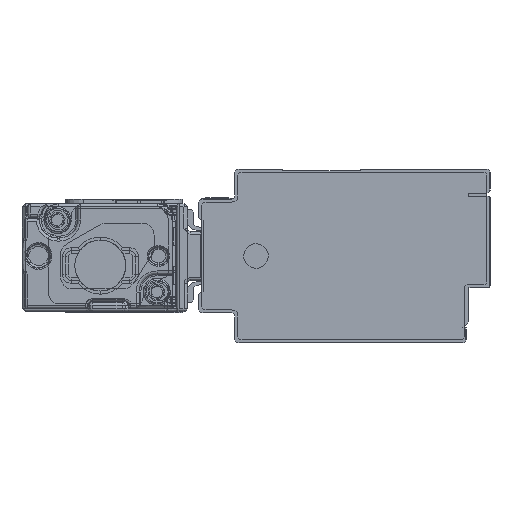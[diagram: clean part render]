
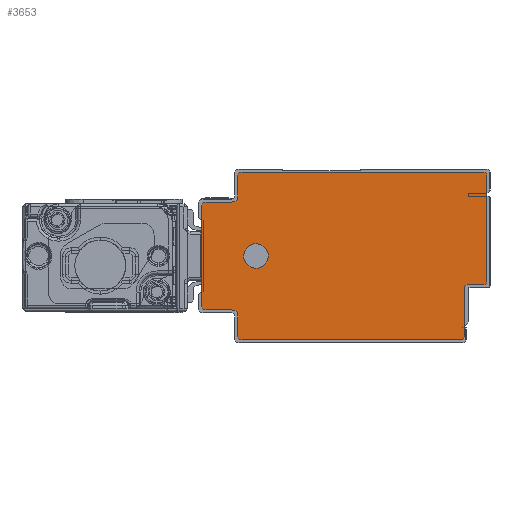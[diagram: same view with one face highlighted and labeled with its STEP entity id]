
A CAD part, left-side view. The second image highlights one B-rep face of the part: STEP entity #3653.
In plain terms, the highlighted planar face has unit normal (-1, 0, 0).
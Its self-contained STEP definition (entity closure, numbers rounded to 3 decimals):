
#1631=AXIS2_PLACEMENT_3D('Circle Axis2P3D',#1629,#1630,$) ;
#1669=AXIS2_PLACEMENT_3D('Circle Axis2P3D',#1667,#1668,$) ;
#1707=AXIS2_PLACEMENT_3D('Circle Axis2P3D',#1705,#1706,$) ;
#1745=AXIS2_PLACEMENT_3D('Circle Axis2P3D',#1743,#1744,$) ;
#3523=AXIS2_PLACEMENT_3D('Circle Axis2P3D',#3521,#3522,$) ;
#3543=AXIS2_PLACEMENT_3D('Plane Axis2P3D',#3540,#3541,#3542) ;
#3547=AXIS2_PLACEMENT_3D('Circle Axis2P3D',#3545,#3546,$) ;
#3561=AXIS2_PLACEMENT_3D('Circle Axis2P3D',#3559,#3560,$) ;
#3575=AXIS2_PLACEMENT_3D('Circle Axis2P3D',#3573,#3574,$) ;
#3589=AXIS2_PLACEMENT_3D('Circle Axis2P3D',#3587,#3588,$) ;
#3603=AXIS2_PLACEMENT_3D('Circle Axis2P3D',#3601,#3602,$) ;
#3637=AXIS2_PLACEMENT_3D('Circle Axis2P3D',#3635,#3636,$) ;
#3646=AXIS2_PLACEMENT_3D('Circle Axis2P3D',#3644,#3645,$) ;
#1587=CARTESIAN_POINT('Line Origine',(-1975.5,-3.5,19.1)) ;
#1591=CARTESIAN_POINT('Vertex',(-1975.5,-3.5,28.)) ;
#1593=CARTESIAN_POINT('Vertex',(-1975.5,-3.5,10.2)) ;
#1629=CARTESIAN_POINT('Axis2P3D Location',(-1975.5,-3.,28.)) ;
#1633=CARTESIAN_POINT('Vertex',(-1975.5,-3.,28.5)) ;
#1648=CARTESIAN_POINT('Line Origine',(-1975.5,17.25,28.5)) ;
#1652=CARTESIAN_POINT('Vertex',(-1975.5,37.5,28.5)) ;
#1667=CARTESIAN_POINT('Axis2P3D Location',(-1975.5,37.5,28.)) ;
#1671=CARTESIAN_POINT('Vertex',(-1975.5,38.,28.)) ;
#1686=CARTESIAN_POINT('Line Origine',(-1975.5,38.,26.25)) ;
#1690=CARTESIAN_POINT('Vertex',(-1975.5,38.,24.5)) ;
#1705=CARTESIAN_POINT('Axis2P3D Location',(-1975.5,39.,24.5)) ;
#1709=CARTESIAN_POINT('Vertex',(-1975.5,39.,23.5)) ;
#1724=CARTESIAN_POINT('Line Origine',(-1975.5,41.25,23.5)) ;
#1728=CARTESIAN_POINT('Vertex',(-1975.5,43.5,23.5)) ;
#1743=CARTESIAN_POINT('Axis2P3D Location',(-1975.5,43.5,23.)) ;
#1747=CARTESIAN_POINT('Vertex',(-1975.5,44.,23.)) ;
#1762=CARTESIAN_POINT('Line Origine',(-1975.5,44.,14.5)) ;
#1766=CARTESIAN_POINT('Vertex',(-1975.5,44.,6.)) ;
#3521=CARTESIAN_POINT('Axis2P3D Location',(-1975.5,-3.,10.2)) ;
#3525=CARTESIAN_POINT('Vertex',(-1975.5,-3.,9.7)) ;
#3540=CARTESIAN_POINT('Axis2P3D Location',(-1975.5,0.,0.)) ;
#3545=CARTESIAN_POINT('Axis2P3D Location',(-1975.5,43.5,6.)) ;
#3549=CARTESIAN_POINT('Vertex',(-1975.5,43.5,5.5)) ;
#3552=CARTESIAN_POINT('Line Origine',(-1975.5,41.25,5.5)) ;
#3556=CARTESIAN_POINT('Vertex',(-1975.5,39.,5.5)) ;
#3559=CARTESIAN_POINT('Axis2P3D Location',(-1975.5,39.,4.5)) ;
#3563=CARTESIAN_POINT('Vertex',(-1975.5,38.,4.5)) ;
#3566=CARTESIAN_POINT('Line Origine',(-1975.5,38.,2.75)) ;
#3570=CARTESIAN_POINT('Vertex',(-1975.5,38.,1.)) ;
#3573=CARTESIAN_POINT('Axis2P3D Location',(-1975.5,37.5,1.)) ;
#3577=CARTESIAN_POINT('Vertex',(-1975.5,37.5,0.5)) ;
#3580=CARTESIAN_POINT('Line Origine',(-1975.5,19.15,0.5)) ;
#3584=CARTESIAN_POINT('Vertex',(-1975.5,0.8,0.5)) ;
#3587=CARTESIAN_POINT('Axis2P3D Location',(-1975.5,0.8,1.)) ;
#3591=CARTESIAN_POINT('Vertex',(-1975.5,0.3,1.)) ;
#3594=CARTESIAN_POINT('Line Origine',(-1975.5,0.3,5.1)) ;
#3598=CARTESIAN_POINT('Vertex',(-1975.5,0.3,9.2)) ;
#3601=CARTESIAN_POINT('Axis2P3D Location',(-1975.5,-0.2,9.2)) ;
#3605=CARTESIAN_POINT('Vertex',(-1975.5,-0.2,9.7)) ;
#3608=CARTESIAN_POINT('Line Origine',(-1975.5,-1.6,9.7)) ;
#3635=CARTESIAN_POINT('Axis2P3D Location',(-1975.5,35.,14.5)) ;
#3639=CARTESIAN_POINT('Vertex',(-1975.5,33.186,13.509)) ;
#3641=CARTESIAN_POINT('Vertex',(-1975.5,36.814,15.491)) ;
#3644=CARTESIAN_POINT('Axis2P3D Location',(-1975.5,35.,14.5)) ;
#1588=DIRECTION('Vector Direction',(0.,0.,-1.)) ;
#1630=DIRECTION('Axis2P3D Direction',(1.,0.,0.)) ;
#1649=DIRECTION('Vector Direction',(0.,1.,0.)) ;
#1668=DIRECTION('Axis2P3D Direction',(1.,0.,0.)) ;
#1687=DIRECTION('Vector Direction',(0.,0.,1.)) ;
#1706=DIRECTION('Axis2P3D Direction',(1.,0.,0.)) ;
#1725=DIRECTION('Vector Direction',(0.,1.,0.)) ;
#1744=DIRECTION('Axis2P3D Direction',(1.,0.,0.)) ;
#1763=DIRECTION('Vector Direction',(0.,0.,1.)) ;
#3522=DIRECTION('Axis2P3D Direction',(1.,0.,0.)) ;
#3541=DIRECTION('Axis2P3D Direction',(1.,0.,0.)) ;
#3542=DIRECTION('Axis2P3D XDirection',(0.,1.,0.)) ;
#3546=DIRECTION('Axis2P3D Direction',(1.,0.,0.)) ;
#3553=DIRECTION('Vector Direction',(0.,-1.,0.)) ;
#3560=DIRECTION('Axis2P3D Direction',(1.,0.,0.)) ;
#3567=DIRECTION('Vector Direction',(0.,0.,1.)) ;
#3574=DIRECTION('Axis2P3D Direction',(1.,0.,0.)) ;
#3581=DIRECTION('Vector Direction',(0.,-1.,0.)) ;
#3588=DIRECTION('Axis2P3D Direction',(1.,0.,0.)) ;
#3595=DIRECTION('Vector Direction',(0.,0.,-1.)) ;
#3602=DIRECTION('Axis2P3D Direction',(1.,0.,0.)) ;
#3609=DIRECTION('Vector Direction',(0.,1.,0.)) ;
#3636=DIRECTION('Axis2P3D Direction',(1.,0.,0.)) ;
#3645=DIRECTION('Axis2P3D Direction',(1.,0.,0.)) ;
#1589=VECTOR('Line Direction',#1588,1.) ;
#1650=VECTOR('Line Direction',#1649,1.) ;
#1688=VECTOR('Line Direction',#1687,1.) ;
#1726=VECTOR('Line Direction',#1725,1.) ;
#1764=VECTOR('Line Direction',#1763,1.) ;
#3554=VECTOR('Line Direction',#3553,1.) ;
#3568=VECTOR('Line Direction',#3567,1.) ;
#3582=VECTOR('Line Direction',#3581,1.) ;
#3596=VECTOR('Line Direction',#3595,1.) ;
#3610=VECTOR('Line Direction',#3609,1.) ;
#3614=ORIENTED_EDGE('',*,*,#1654,.F.) ;
#3615=ORIENTED_EDGE('',*,*,#1673,.F.) ;
#3616=ORIENTED_EDGE('',*,*,#1692,.F.) ;
#3617=ORIENTED_EDGE('',*,*,#1711,.F.) ;
#3618=ORIENTED_EDGE('',*,*,#1730,.F.) ;
#3619=ORIENTED_EDGE('',*,*,#1749,.F.) ;
#3620=ORIENTED_EDGE('',*,*,#1768,.F.) ;
#3621=ORIENTED_EDGE('',*,*,#3551,.F.) ;
#3622=ORIENTED_EDGE('',*,*,#3558,.F.) ;
#3623=ORIENTED_EDGE('',*,*,#3565,.F.) ;
#3624=ORIENTED_EDGE('',*,*,#3572,.F.) ;
#3625=ORIENTED_EDGE('',*,*,#3579,.F.) ;
#3626=ORIENTED_EDGE('',*,*,#3586,.F.) ;
#3627=ORIENTED_EDGE('',*,*,#3593,.F.) ;
#3628=ORIENTED_EDGE('',*,*,#3600,.F.) ;
#3629=ORIENTED_EDGE('',*,*,#3607,.F.) ;
#3630=ORIENTED_EDGE('',*,*,#3612,.F.) ;
#3631=ORIENTED_EDGE('',*,*,#3527,.F.) ;
#3632=ORIENTED_EDGE('',*,*,#1595,.F.) ;
#3633=ORIENTED_EDGE('',*,*,#1635,.F.) ;
#3650=ORIENTED_EDGE('',*,*,#3643,.T.) ;
#3651=ORIENTED_EDGE('',*,*,#3648,.T.) ;
#3652=FACE_BOUND('',#3649,.T.) ;
#3653=ADVANCED_FACE('\X2\FF8EFF9EFF83FF9EFF68FF70\X0\.2',(#3634,#3652),#3544,.F.) ;
#1632=CIRCLE('generated circle',#1631,0.5) ;
#1670=CIRCLE('generated circle',#1669,0.5) ;
#1708=CIRCLE('generated circle',#1707,1.) ;
#1746=CIRCLE('generated circle',#1745,0.5) ;
#3524=CIRCLE('generated circle',#3523,0.5) ;
#3548=CIRCLE('generated circle',#3547,0.5) ;
#3562=CIRCLE('generated circle',#3561,1.) ;
#3576=CIRCLE('generated circle',#3575,0.5) ;
#3590=CIRCLE('generated circle',#3589,0.5) ;
#3604=CIRCLE('generated circle',#3603,0.5) ;
#3638=CIRCLE('generated circle',#3637,2.067) ;
#3647=CIRCLE('generated circle',#3646,2.067) ;
#1595=EDGE_CURVE('',#1592,#1594,#1590,.T.) ;
#1635=EDGE_CURVE('',#1634,#1592,#1632,.T.) ;
#1654=EDGE_CURVE('',#1653,#1634,#1651,.F.) ;
#1673=EDGE_CURVE('',#1672,#1653,#1670,.T.) ;
#1692=EDGE_CURVE('',#1691,#1672,#1689,.T.) ;
#1711=EDGE_CURVE('',#1710,#1691,#1708,.F.) ;
#1730=EDGE_CURVE('',#1729,#1710,#1727,.F.) ;
#1749=EDGE_CURVE('',#1748,#1729,#1746,.T.) ;
#1768=EDGE_CURVE('',#1767,#1748,#1765,.T.) ;
#3527=EDGE_CURVE('',#1594,#3526,#3524,.T.) ;
#3551=EDGE_CURVE('',#3550,#1767,#3548,.T.) ;
#3558=EDGE_CURVE('',#3557,#3550,#3555,.F.) ;
#3565=EDGE_CURVE('',#3564,#3557,#3562,.F.) ;
#3572=EDGE_CURVE('',#3571,#3564,#3569,.T.) ;
#3579=EDGE_CURVE('',#3578,#3571,#3576,.T.) ;
#3586=EDGE_CURVE('',#3585,#3578,#3583,.F.) ;
#3593=EDGE_CURVE('',#3592,#3585,#3590,.T.) ;
#3600=EDGE_CURVE('',#3599,#3592,#3597,.T.) ;
#3607=EDGE_CURVE('',#3606,#3599,#3604,.F.) ;
#3612=EDGE_CURVE('',#3526,#3606,#3611,.T.) ;
#3643=EDGE_CURVE('',#3640,#3642,#3638,.T.) ;
#3648=EDGE_CURVE('',#3642,#3640,#3647,.T.) ;
#3613=EDGE_LOOP('',(#3614,#3615,#3616,#3617,#3618,#3619,#3620,#3621,#3622,#3623,#3624,#3625,#3626,#3627,#3628,#3629,#3630,#3631,#3632,#3633)) ;
#3649=EDGE_LOOP('',(#3650,#3651)) ;
#3634=FACE_OUTER_BOUND('',#3613,.T.) ;
#1590=LINE('Line',#1587,#1589) ;
#1651=LINE('Line',#1648,#1650) ;
#1689=LINE('Line',#1686,#1688) ;
#1727=LINE('Line',#1724,#1726) ;
#1765=LINE('Line',#1762,#1764) ;
#3555=LINE('Line',#3552,#3554) ;
#3569=LINE('Line',#3566,#3568) ;
#3583=LINE('Line',#3580,#3582) ;
#3597=LINE('Line',#3594,#3596) ;
#3611=LINE('Line',#3608,#3610) ;
#3544=PLANE('Plane',#3543) ;
#1592=VERTEX_POINT('',#1591) ;
#1594=VERTEX_POINT('',#1593) ;
#1634=VERTEX_POINT('',#1633) ;
#1653=VERTEX_POINT('',#1652) ;
#1672=VERTEX_POINT('',#1671) ;
#1691=VERTEX_POINT('',#1690) ;
#1710=VERTEX_POINT('',#1709) ;
#1729=VERTEX_POINT('',#1728) ;
#1748=VERTEX_POINT('',#1747) ;
#1767=VERTEX_POINT('',#1766) ;
#3526=VERTEX_POINT('',#3525) ;
#3550=VERTEX_POINT('',#3549) ;
#3557=VERTEX_POINT('',#3556) ;
#3564=VERTEX_POINT('',#3563) ;
#3571=VERTEX_POINT('',#3570) ;
#3578=VERTEX_POINT('',#3577) ;
#3585=VERTEX_POINT('',#3584) ;
#3592=VERTEX_POINT('',#3591) ;
#3599=VERTEX_POINT('',#3598) ;
#3606=VERTEX_POINT('',#3605) ;
#3640=VERTEX_POINT('',#3639) ;
#3642=VERTEX_POINT('',#3641) ;
